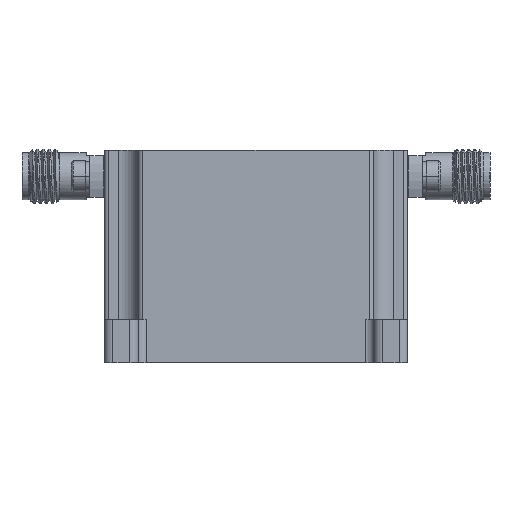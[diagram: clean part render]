
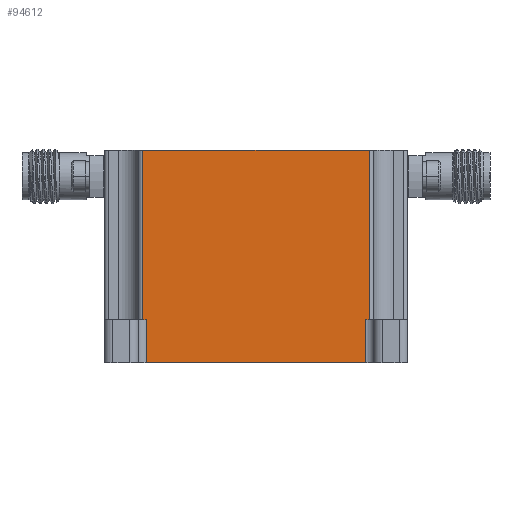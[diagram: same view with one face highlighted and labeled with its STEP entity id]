
A CAD part, front view. The second image highlights one B-rep face of the part: STEP entity #94612.
In plain terms, the highlighted planar face has unit normal (0, -1, 0).
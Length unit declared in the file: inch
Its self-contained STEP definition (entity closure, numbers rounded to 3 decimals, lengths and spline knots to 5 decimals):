
#3783 = VECTOR ( 'NONE', #32548, 39.37008 ) ;
#3924 = CARTESIAN_POINT ( 'NONE',  ( -0.49697, -2.87402, -0.96457 ) ) ;
#5339 = LINE ( 'NONE', #34925, #42241 ) ;
#6266 = ORIENTED_EDGE ( 'NONE', *, *, #82077, .T. ) ;
#6523 = CARTESIAN_POINT ( 'NONE',  ( 0.49697, -2.87402, -0.76772 ) ) ;
#7028 = DIRECTION ( 'NONE',  ( 1., 0., 0. ) ) ;
#7861 = VERTEX_POINT ( 'NONE', #69442 ) ;
#11130 = EDGE_LOOP ( 'NONE', ( #40817, #6266, #92733, #82460, #78474, #14492, #43515, #56187 ) ) ;
#14492 = ORIENTED_EDGE ( 'NONE', *, *, #81069, .F. ) ;
#15399 = CARTESIAN_POINT ( 'NONE',  ( 0.51443, -2.87402, -0.96457 ) ) ;
#15432 = LINE ( 'NONE', #89092, #95286 ) ;
#15879 = DIRECTION ( 'NONE',  ( 0., 0., 1. ) ) ;
#18465 = CARTESIAN_POINT ( 'NONE',  ( 0., -2.87402, 0. ) ) ;
#18554 = CARTESIAN_POINT ( 'NONE',  ( -0.49697, -2.87402, -0.96457 ) ) ;
#19201 = VECTOR ( 'NONE', #7028, 39.37008 ) ;
#20016 = CARTESIAN_POINT ( 'NONE',  ( -0.49697, -2.87402, -0.96457 ) ) ;
#20409 = DIRECTION ( 'NONE',  ( 0., 0., -1. ) ) ;
#24601 = CARTESIAN_POINT ( 'NONE',  ( 0.49697, -2.87402, -0.96457 ) ) ;
#26624 = VECTOR ( 'NONE', #86549, 39.37008 ) ;
#31242 = DIRECTION ( 'NONE',  ( 1., 0., 0. ) ) ;
#31702 = LINE ( 'NONE', #18554, #62679 ) ;
#31906 = DIRECTION ( 'NONE',  ( 0., 0., 1. ) ) ;
#32162 = CARTESIAN_POINT ( 'NONE',  ( 0.51443, -2.87402, -0.76772 ) ) ;
#32548 = DIRECTION ( 'NONE',  ( 1., 0., 0. ) ) ;
#33578 = CARTESIAN_POINT ( 'NONE',  ( -0.51443, -2.87402, -0.76772 ) ) ;
#34925 = CARTESIAN_POINT ( 'NONE',  ( 0., -2.87402, -0.76772 ) ) ;
#35393 = DIRECTION ( 'NONE',  ( -1., 0., 0. ) ) ;
#37102 = LINE ( 'NONE', #57000, #26624 ) ;
#40139 = EDGE_CURVE ( 'NONE', #59370, #7861, #52237, .T. ) ;
#40817 = ORIENTED_EDGE ( 'NONE', *, *, #85124, .T. ) ;
#42241 = VECTOR ( 'NONE', #35393, 39.37008 ) ;
#43515 = ORIENTED_EDGE ( 'NONE', *, *, #52063, .T. ) ;
#43766 = EDGE_CURVE ( 'NONE', #62201, #54164, #37102, .T. ) ;
#44157 = CARTESIAN_POINT ( 'NONE',  ( -0.51443, -2.87402, -0.96457 ) ) ;
#45907 = VECTOR ( 'NONE', #15879, 39.37008 ) ;
#48139 = DIRECTION ( 'NONE',  ( 0., 0., -1. ) ) ;
#48687 = VERTEX_POINT ( 'NONE', #33578 ) ;
#49006 = DIRECTION ( 'NONE',  ( 0., -1., 0. ) ) ;
#52063 = EDGE_CURVE ( 'NONE', #83115, #62201, #31702, .T. ) ;
#52237 = LINE ( 'NONE', #15399, #45907 ) ;
#53470 = EDGE_CURVE ( 'NONE', #94364, #7861, #83432, .T. ) ;
#53694 = EDGE_CURVE ( 'NONE', #94364, #48687, #95498, .T. ) ;
#54164 = VERTEX_POINT ( 'NONE', #24601 ) ;
#55802 = PLANE ( 'NONE',  #59165 ) ;
#56187 = ORIENTED_EDGE ( 'NONE', *, *, #43766, .T. ) ;
#57000 = CARTESIAN_POINT ( 'NONE',  ( 0.64961, -2.87402, -0.96457 ) ) ;
#58409 = CARTESIAN_POINT ( 'NONE',  ( -0.49697, -2.87402, -0.76772 ) ) ;
#59165 = AXIS2_PLACEMENT_3D ( 'NONE', #3924, #49006, #31242 ) ;
#59370 = VERTEX_POINT ( 'NONE', #32162 ) ;
#62201 = VERTEX_POINT ( 'NONE', #20016 ) ;
#62679 = VECTOR ( 'NONE', #48139, 39.37008 ) ;
#66153 = CARTESIAN_POINT ( 'NONE',  ( -0.49697, -2.87402, -0.76772 ) ) ;
#69442 = CARTESIAN_POINT ( 'NONE',  ( 0.51443, -2.87402, 0. ) ) ;
#70794 = FACE_OUTER_BOUND ( 'NONE', #11130, .T. ) ;
#74629 = CARTESIAN_POINT ( 'NONE',  ( -0.51443, -2.87402, 0. ) ) ;
#78474 = ORIENTED_EDGE ( 'NONE', *, *, #53694, .T. ) ;
#79675 = VECTOR ( 'NONE', #20409, 39.37008 ) ;
#81069 = EDGE_CURVE ( 'NONE', #83115, #48687, #5339, .T. ) ;
#81642 = LINE ( 'NONE', #66153, #19201 ) ;
#82077 = EDGE_CURVE ( 'NONE', #92428, #59370, #81642, .T. ) ;
#82460 = ORIENTED_EDGE ( 'NONE', *, *, #53470, .F. ) ;
#83115 = VERTEX_POINT ( 'NONE', #58409 ) ;
#83432 = LINE ( 'NONE', #18465, #3783 ) ;
#85124 = EDGE_CURVE ( 'NONE', #54164, #92428, #15432, .T. ) ;
#86549 = DIRECTION ( 'NONE',  ( 1., 0., 0. ) ) ;
#89092 = CARTESIAN_POINT ( 'NONE',  ( 0.49697, -2.87402, -0.96457 ) ) ;
#92428 = VERTEX_POINT ( 'NONE', #6523 ) ;
#92733 = ORIENTED_EDGE ( 'NONE', *, *, #40139, .T. ) ;
#94364 = VERTEX_POINT ( 'NONE', #74629 ) ;
#94612 = ADVANCED_FACE ( 'NONE', ( #70794 ), #55802, .T. ) ;
#95286 = VECTOR ( 'NONE', #31906, 39.37008 ) ;
#95498 = LINE ( 'NONE', #44157, #79675 ) ;
